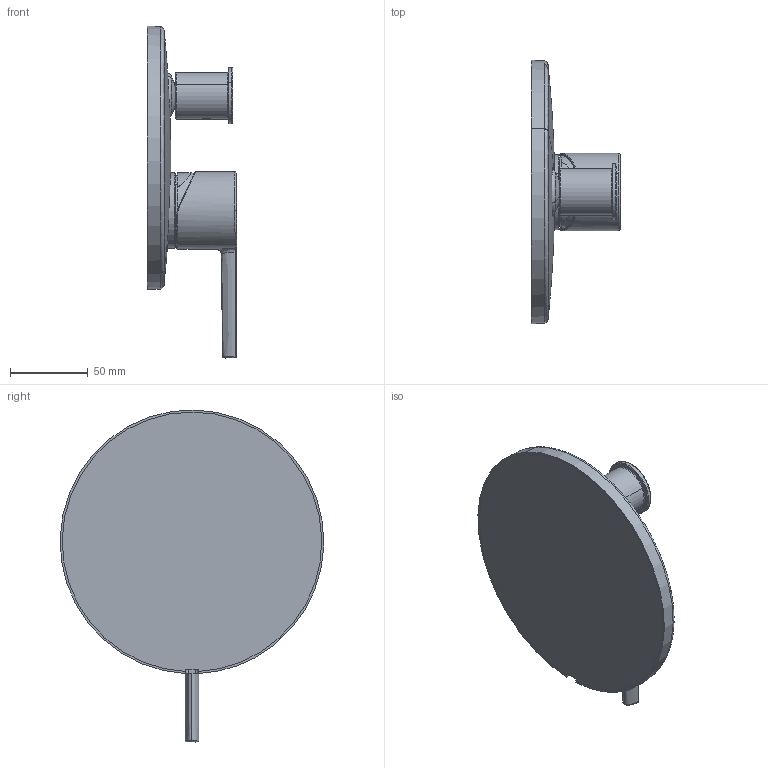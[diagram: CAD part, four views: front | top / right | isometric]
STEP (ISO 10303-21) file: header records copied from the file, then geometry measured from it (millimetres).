
FILE_DESCRIPTION(('CAx-IF Rec.Pracs.---Model Styling and Organization---1.2---2011-12-15','CAx-IF Rec.Pracs.---Geometric and Assembly Validation Properties---4.1---2014-06-16','CAx-IF Rec.Pracs.---PMI Polyline Presentation---2.0---2013-05-24'),'2;1');
FILE_NAME('1000111103_PPR_000.stp','2017-01-12T10:22:05+01:00',(''),(''),'STEP Interface 4.0.1101 by CT CoreTechnologie','3D_Evolution4.0.1101 by CT CoreTechnologie','');
FILE_SCHEMA(('AP203_CONFIGURATION_CONTROLLED_3D_DESIGN_OF_MECHANICAL_PARTS_AND_ASSEMBLIES_MIM_LF'));
Length unit declared in the file: millimetre
Products named in the file (9): P_2 AX Starck Wannenmi.UP FS chrom Hebel 1000111103_PPR_000_A0; P_2 Griff_D50_WUPM_DUPM_AX Starck Democr 1000111094_PPA_000_A0; P_2 HG Griffstopfen 1000084524_PPA_000_A0; P_2 Umstellerhuelse geschr.WUP KUS 1000085976_PPA_000_A0; P_2 Zugknopf Starck KUS 1000085897_PPA_000_A0; Zyl-Schraube DIN912-M4x10-A2 1000002404_PPA_000_A1; P_2 Rosette 2-Loch ibox universal 170mm 1000084398_PPA_000_A0; P_2 Gehaeuse WUP_DUP Citterio Basic chr 1000111102_PPA_000_A0; P_2 Rosette Rotating Protector WT 2001 1000084493_PPA_000_A0
Assembly tree (8 placements, depth 2):
  P_2 AX Starck Wannenmi.UP FS chrom Hebel 1000111103_PPR_000_A0
    P_2 Griff_D50_WUPM_DUPM_AX Starck Democr 1000111094_PPA_000_A0
    P_2 HG Griffstopfen 1000084524_PPA_000_A0
    P_2 Umstellerhuelse geschr.WUP KUS 1000085976_PPA_000_A0
    P_2 Zugknopf Starck KUS 1000085897_PPA_000_A0
    Zyl-Schraube DIN912-M4x10-A2 1000002404_PPA_000_A1
    P_2 Rosette 2-Loch ibox universal 170mm 1000084398_PPA_000_A0
    P_2 Gehaeuse WUP_DUP Citterio Basic chr 1000111102_PPA_000_A0
    P_2 Rosette Rotating Protector WT 2001 1000084493_PPA_000_A0
Bounding box: 57.5 x 169.93 x 213.98 mm (x, y, z)
Volume: 439673.6 mm3; surface area: 82872.6 mm2
Topology: 8 solids, 8 shells, 188 faces, 424 edges, 248 vertices
Faces by surface type: bspline 109, plane 47, cylinder 32
Entity records: 15587 total; most frequent: CARTESIAN_POINT 9246, ORIENTED_EDGE 822, DIRECTION 696, EDGE_CURVE 411, AXIS2_PLACEMENT_3D 296, VERTEX_POINT 248, CIRCLE 208, EDGE_LOOP 197
